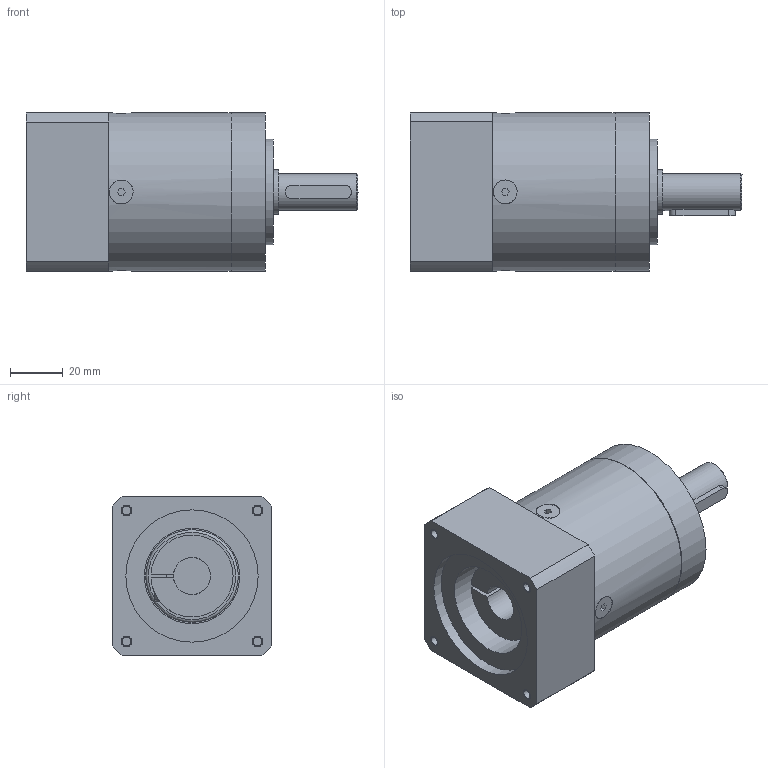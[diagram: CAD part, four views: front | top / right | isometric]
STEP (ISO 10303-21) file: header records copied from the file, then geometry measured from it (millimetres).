
FILE_DESCRIPTION(/* description */ (''),/* implementation_level */ '2;1');
FILE_NAME(/* name */ 'GPLE60-2S-25-F60-1.stp',/* time_stamp */ '2021-04-21T10:11:29+02:00',/* author */ ('angelika.schneid'),/* organization */ (''),/* preprocessor_version */ 'ST-DEVELOPER v17.2',/* originating_system */ 'Autodesk Inventor 2019',/* authorisation */ '');
FILE_SCHEMA (('AUTOMOTIVE_DESIGN { 1 0 10303 214 3 1 1 }'));
Length unit declared in the file: millimetre
Products named in the file (1): GPLE60-2S-25-F60-1
Bounding box: 125.5 x 60 x 60 mm (x, y, z)
Volume: 265120 mm3; surface area: 36115.1 mm2
Topology: 1 solids, 10 shells, 135 faces, 341 edges, 241 vertices
Faces by surface type: plane 83, cylinder 46, cone 3, torus 3
Full cylindrical faces by diameter (mm): 3.3 x4, 4 x4, 4.2 x5, 4.3 x1, 5 x5, 5.3 x1, 7 x1, 8 x1, 9 x4, 14 x2, 17 x1, 19 x1, 35 x1, 36 x1, 40 x1, 50 x1, 59.6 x2, 60 x2
Entity records: 4494 total; most frequent: CARTESIAN_POINT 924, DIRECTION 749, ORIENTED_EDGE 646, EDGE_CURVE 340, AXIS2_PLACEMENT_3D 282, VERTEX_POINT 241, LINE 185, VECTOR 185
